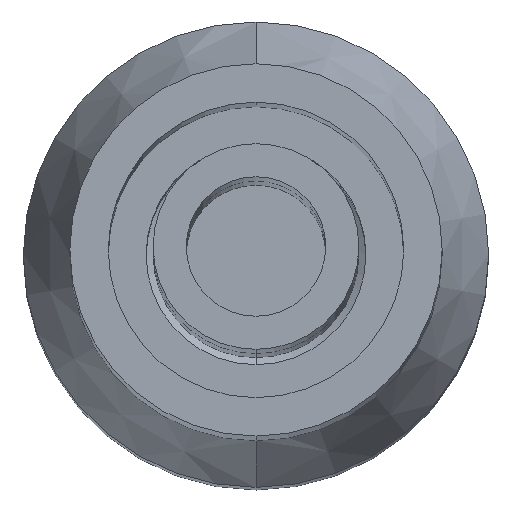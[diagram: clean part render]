
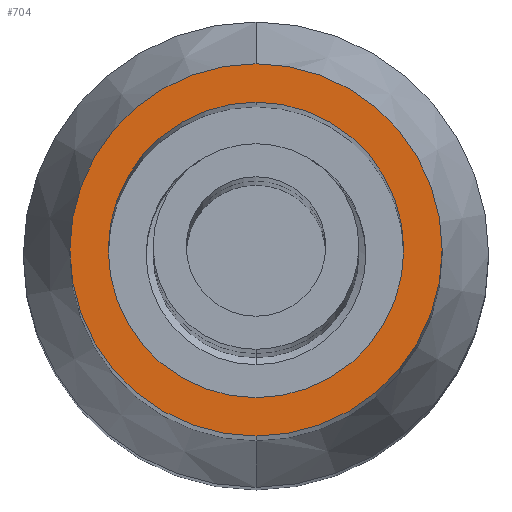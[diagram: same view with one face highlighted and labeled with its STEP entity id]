
A CAD part, top view. The second image highlights one B-rep face of the part: STEP entity #704.
In plain terms, the highlighted planar face has unit normal (0, 0, 1).
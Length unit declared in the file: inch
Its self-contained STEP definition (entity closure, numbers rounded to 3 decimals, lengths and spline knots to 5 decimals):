
#503=CARTESIAN_POINT('',(0.,0.,0.41387));
#504=DIRECTION('',(0.,0.,1.));
#505=DIRECTION('',(0.,1.,0.));
#506=AXIS2_PLACEMENT_3D('',#503,#504,#505);
#508=CARTESIAN_POINT('',(0.,0.,0.41387));
#509=DIRECTION('',(0.,0.,-1.));
#510=DIRECTION('',(0.,1.,0.));
#511=AXIS2_PLACEMENT_3D('',#508,#509,#510);
#591=CARTESIAN_POINT('',(0.,0.,0.41387));
#592=DIRECTION('',(0.,0.,-1.));
#593=DIRECTION('',(0.,1.,0.));
#594=AXIS2_PLACEMENT_3D('',#591,#592,#593);
#600=CARTESIAN_POINT('',(0.,0.,0.41387));
#601=DIRECTION('',(0.,0.,1.));
#602=DIRECTION('',(0.,1.,0.));
#603=AXIS2_PLACEMENT_3D('',#600,#601,#602);
#651=CARTESIAN_POINT('',(0.,0.0625,0.41387));
#653=VERTEX_POINT('',#651);
#663=CARTESIAN_POINT('',(0.,0.07874,0.41387));
#664=VERTEX_POINT('',#663);
#665=CARTESIAN_POINT('',(0.,-0.0625,0.41387));
#667=VERTEX_POINT('',#665);
#677=CARTESIAN_POINT('',(0.,-0.07874,0.41387));
#678=VERTEX_POINT('',#677);
#687=CARTESIAN_POINT('',(0.,0.,0.41387));
#688=DIRECTION('',(0.,0.,1.));
#689=DIRECTION('',(0.,1.,0.));
#690=AXIS2_PLACEMENT_3D('',#687,#688,#689);
#691=PLANE('',#690);
#693=ORIENTED_EDGE('',*,*,#692,.F.);
#695=ORIENTED_EDGE('',*,*,#694,.T.);
#696=EDGE_LOOP('',(#693,#695));
#697=FACE_OUTER_BOUND('',#696,.F.);
#699=ORIENTED_EDGE('',*,*,#698,.F.);
#701=ORIENTED_EDGE('',*,*,#700,.T.);
#702=EDGE_LOOP('',(#699,#701));
#703=FACE_BOUND('',#702,.F.);
#704=ADVANCED_FACE('',(#697,#703),#691,.T.);
#507=CIRCLE('',#506,0.07874);
#512=CIRCLE('',#511,0.07874);
#595=CIRCLE('',#594,0.0625);
#604=CIRCLE('',#603,0.0625);
#692=EDGE_CURVE('',#664,#678,#507,.T.);
#694=EDGE_CURVE('',#664,#678,#512,.T.);
#698=EDGE_CURVE('',#653,#667,#595,.T.);
#700=EDGE_CURVE('',#653,#667,#604,.T.);
